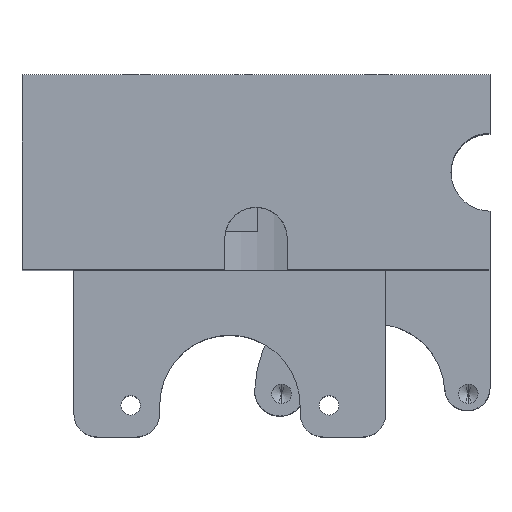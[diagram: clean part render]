
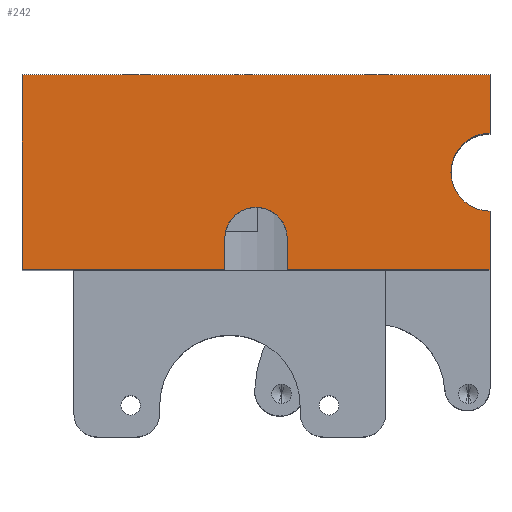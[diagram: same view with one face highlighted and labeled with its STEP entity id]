
A CAD part, top view. The second image highlights one B-rep face of the part: STEP entity #242.
In plain terms, the highlighted face is planar.
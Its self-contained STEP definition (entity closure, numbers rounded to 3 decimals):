
#64 = DIRECTION ( 'NONE',  ( 0., -1., 0. ) ) ;
#67 = EDGE_CURVE ( 'NONE', #2199, #4198, #3612, .T. ) ;
#143 = EDGE_CURVE ( 'NONE', #1713, #2835, #2877, .T. ) ;
#154 = VECTOR ( 'NONE', #2132, 1000. ) ;
#242 = ADVANCED_FACE ( 'NONE', ( #3913 ), #373, .F. ) ;
#244 = DIRECTION ( 'NONE',  ( -1., 0., 0. ) ) ;
#261 = EDGE_CURVE ( 'NONE', #282, #2998, #330, .T. ) ;
#271 = AXIS2_PLACEMENT_3D ( 'NONE', #1340, #1654, #1982 ) ;
#282 = VERTEX_POINT ( 'NONE', #355 ) ;
#330 = CIRCLE ( 'NONE', #271, 4. ) ;
#355 = CARTESIAN_POINT ( 'NONE',  ( 34., 37.5, 8.5 ) ) ;
#357 = VECTOR ( 'NONE', #2477, 1000. ) ;
#373 = PLANE ( 'NONE',  #1269 ) ;
#387 = ORIENTED_EDGE ( 'NONE', *, *, #3906, .F. ) ;
#556 = CARTESIAN_POINT ( 'NONE',  ( 60., 37.5, -12.5 ) ) ;
#622 = DIRECTION ( 'NONE',  ( 0., 0., 1. ) ) ;
#625 = ORIENTED_EDGE ( 'NONE', *, *, #1845, .F. ) ;
#807 = CARTESIAN_POINT ( 'NONE',  ( 60., 37.5, 12.5 ) ) ;
#934 = CARTESIAN_POINT ( 'NONE',  ( 60., 37.5, 0. ) ) ;
#996 = AXIS2_PLACEMENT_3D ( 'NONE', #934, #2265, #3238 ) ;
#1137 = EDGE_CURVE ( 'NONE', #1926, #2835, #2008, .T. ) ;
#1207 = ORIENTED_EDGE ( 'NONE', *, *, #261, .F. ) ;
#1239 = VERTEX_POINT ( 'NONE', #1674 ) ;
#1269 = AXIS2_PLACEMENT_3D ( 'NONE', #2000, #64, #2973 ) ;
#1285 = ORIENTED_EDGE ( 'NONE', *, *, #1137, .F. ) ;
#1323 = LINE ( 'NONE', #2261, #3117 ) ;
#1340 = CARTESIAN_POINT ( 'NONE',  ( 30., 37.5, 8.5 ) ) ;
#1380 = LINE ( 'NONE', #3451, #2002 ) ;
#1405 = CARTESIAN_POINT ( 'NONE',  ( 60., 37.5, -5. ) ) ;
#1626 = VERTEX_POINT ( 'NONE', #1405 ) ;
#1629 = ORIENTED_EDGE ( 'NONE', *, *, #2152, .T. ) ;
#1634 = DIRECTION ( 'NONE',  ( 0., 0., 1. ) ) ;
#1654 = DIRECTION ( 'NONE',  ( 0., 1., 0. ) ) ;
#1656 = VECTOR ( 'NONE', #244, 1000. ) ;
#1674 = CARTESIAN_POINT ( 'NONE',  ( 60., 37.5, 5. ) ) ;
#1713 = VERTEX_POINT ( 'NONE', #2438 ) ;
#1800 = CARTESIAN_POINT ( 'NONE',  ( 0., 37.5, 12.5 ) ) ;
#1845 = EDGE_CURVE ( 'NONE', #1626, #1239, #2252, .T. ) ;
#1926 = VERTEX_POINT ( 'NONE', #3202 ) ;
#1982 = DIRECTION ( 'NONE',  ( 0., 0., 1. ) ) ;
#2000 = CARTESIAN_POINT ( 'NONE',  ( 60., 37.5, 12.5 ) ) ;
#2002 = VECTOR ( 'NONE', #4119, 1000. ) ;
#2008 = LINE ( 'NONE', #3536, #3343 ) ;
#2049 = VECTOR ( 'NONE', #3707, 1000. ) ;
#2071 = CARTESIAN_POINT ( 'NONE',  ( 34., 37.5, 12.5 ) ) ;
#2132 = DIRECTION ( 'NONE',  ( 0., 0., 1. ) ) ;
#2152 = EDGE_CURVE ( 'NONE', #3506, #1713, #1380, .T. ) ;
#2170 = VECTOR ( 'NONE', #1634, 1000. ) ;
#2199 = VERTEX_POINT ( 'NONE', #4101 ) ;
#2249 = CARTESIAN_POINT ( 'NONE',  ( 0., 37.5, 12.5 ) ) ;
#2252 = CIRCLE ( 'NONE', #996, 5. ) ;
#2256 = DIRECTION ( 'NONE',  ( -1., 0., 0. ) ) ;
#2261 = CARTESIAN_POINT ( 'NONE',  ( 26., 37.5, 16.5 ) ) ;
#2265 = DIRECTION ( 'NONE',  ( 0., 1., 0. ) ) ;
#2331 = EDGE_LOOP ( 'NONE', ( #1285, #2672, #1207, #4125, #3809, #387, #625, #3836, #1629, #2667 ) ) ;
#2438 = CARTESIAN_POINT ( 'NONE',  ( 0., 37.5, -12.5 ) ) ;
#2477 = DIRECTION ( 'NONE',  ( 0., 0., 1. ) ) ;
#2648 = LINE ( 'NONE', #3752, #357 ) ;
#2667 = ORIENTED_EDGE ( 'NONE', *, *, #143, .T. ) ;
#2672 = ORIENTED_EDGE ( 'NONE', *, *, #3527, .F. ) ;
#2744 = LINE ( 'NONE', #4036, #2049 ) ;
#2835 = VERTEX_POINT ( 'NONE', #1800 ) ;
#2877 = LINE ( 'NONE', #2249, #2170 ) ;
#2943 = CARTESIAN_POINT ( 'NONE',  ( 26., 37.5, 8.5 ) ) ;
#2973 = DIRECTION ( 'NONE',  ( 0., 0., -1. ) ) ;
#2998 = VERTEX_POINT ( 'NONE', #2943 ) ;
#3117 = VECTOR ( 'NONE', #622, 1000. ) ;
#3202 = CARTESIAN_POINT ( 'NONE',  ( 26., 37.5, 12.5 ) ) ;
#3238 = DIRECTION ( 'NONE',  ( 0., 0., 1. ) ) ;
#3307 = EDGE_CURVE ( 'NONE', #3506, #1626, #2648, .T. ) ;
#3343 = VECTOR ( 'NONE', #2256, 1000. ) ;
#3451 = CARTESIAN_POINT ( 'NONE',  ( 60., 37.5, -12.5 ) ) ;
#3506 = VERTEX_POINT ( 'NONE', #556 ) ;
#3518 = CARTESIAN_POINT ( 'NONE',  ( 60., 37.5, 12.5 ) ) ;
#3527 = EDGE_CURVE ( 'NONE', #2998, #1926, #1323, .T. ) ;
#3536 = CARTESIAN_POINT ( 'NONE',  ( 60., 37.5, 12.5 ) ) ;
#3612 = LINE ( 'NONE', #3518, #1656 ) ;
#3693 = LINE ( 'NONE', #807, #154 ) ;
#3707 = DIRECTION ( 'NONE',  ( 0., 0., 1. ) ) ;
#3752 = CARTESIAN_POINT ( 'NONE',  ( 60., 37.5, 12.5 ) ) ;
#3809 = ORIENTED_EDGE ( 'NONE', *, *, #67, .F. ) ;
#3836 = ORIENTED_EDGE ( 'NONE', *, *, #3307, .F. ) ;
#3883 = EDGE_CURVE ( 'NONE', #282, #4198, #2744, .T. ) ;
#3906 = EDGE_CURVE ( 'NONE', #1239, #2199, #3693, .T. ) ;
#3913 = FACE_OUTER_BOUND ( 'NONE', #2331, .T. ) ;
#4036 = CARTESIAN_POINT ( 'NONE',  ( 34., 37.5, 12.5 ) ) ;
#4101 = CARTESIAN_POINT ( 'NONE',  ( 60., 37.5, 12.5 ) ) ;
#4119 = DIRECTION ( 'NONE',  ( -1., 0., 0. ) ) ;
#4125 = ORIENTED_EDGE ( 'NONE', *, *, #3883, .T. ) ;
#4198 = VERTEX_POINT ( 'NONE', #2071 ) ;
